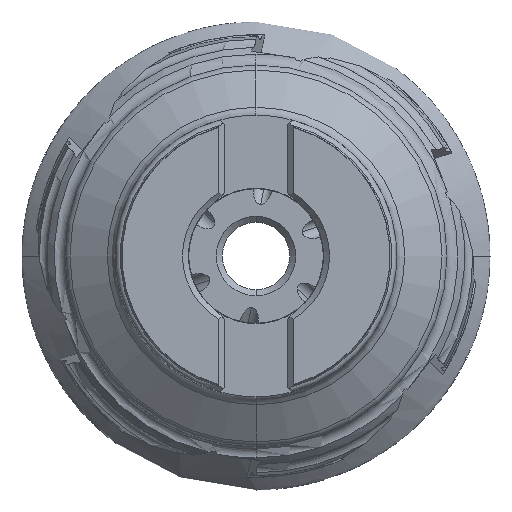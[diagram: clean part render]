
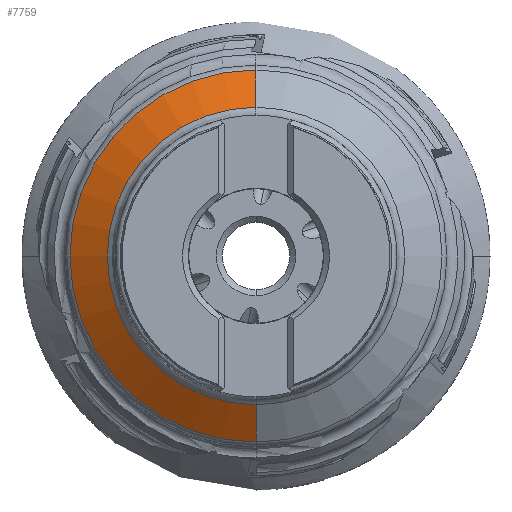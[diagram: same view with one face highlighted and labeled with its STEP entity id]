
A CAD part, left-side view. The second image highlights one B-rep face of the part: STEP entity #7759.
In plain terms, the highlighted conical face has half-angle 55.983 degrees and reference radius 30.419 mm.
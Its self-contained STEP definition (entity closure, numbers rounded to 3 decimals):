
#227 = CARTESIAN_POINT ( 'NONE',  ( -22.31, 0., -30.419 ) ) ;
#289 = ORIENTED_EDGE ( 'NONE', *, *, #3492, .T. ) ;
#493 = AXIS2_PLACEMENT_3D ( 'NONE', #6179, #603, #7103 ) ;
#603 = DIRECTION ( 'NONE',  ( 1., 0., 0. ) ) ;
#832 = EDGE_CURVE ( 'NONE', #10906, #3272, #6525, .T. ) ;
#854 = CIRCLE ( 'NONE', #493, 30.419 ) ;
#1173 = AXIS2_PLACEMENT_3D ( 'NONE', #10284, #4780, #11210 ) ;
#1306 = CONICAL_SURFACE ( 'NONE', #4455, 30.419, 0.977 ) ;
#1571 = DIRECTION ( 'NONE',  ( 1., 0., 0. ) ) ;
#1769 = EDGE_CURVE ( 'NONE', #6174, #11814, #854, .T. ) ;
#1859 = VECTOR ( 'NONE', #3953, 1000. ) ;
#1933 = EDGE_CURVE ( 'NONE', #10906, #6174, #9277, .T. ) ;
#2400 = ORIENTED_EDGE ( 'NONE', *, *, #1933, .F. ) ;
#2534 = EDGE_LOOP ( 'NONE', ( #6744, #289, #5428, #2400 ) ) ;
#2646 = LINE ( 'NONE', #6050, #7294 ) ;
#3272 = VERTEX_POINT ( 'NONE', #8562 ) ;
#3405 = CARTESIAN_POINT ( 'NONE',  ( -22.31, 0., 0. ) ) ;
#3492 = EDGE_CURVE ( 'NONE', #3272, #11814, #2646, .T. ) ;
#3953 = DIRECTION ( 'NONE',  ( 0.559, 0., -0.829 ) ) ;
#4455 = AXIS2_PLACEMENT_3D ( 'NONE', #3405, #1571, #11723 ) ;
#4613 = DIRECTION ( 'NONE',  ( 0.559, 0., 0.829 ) ) ;
#4780 = DIRECTION ( 'NONE',  ( 1., 0., 0. ) ) ;
#5168 = CARTESIAN_POINT ( 'NONE',  ( -22.31, 0., 30.419 ) ) ;
#5428 = ORIENTED_EDGE ( 'NONE', *, *, #1769, .F. ) ;
#6050 = CARTESIAN_POINT ( 'NONE',  ( -22.31, 0., 30.419 ) ) ;
#6174 = VERTEX_POINT ( 'NONE', #9862 ) ;
#6179 = CARTESIAN_POINT ( 'NONE',  ( -22.31, 0., 0. ) ) ;
#6525 = CIRCLE ( 'NONE', #1173, 24.322 ) ;
#6556 = FACE_OUTER_BOUND ( 'NONE', #2534, .T. ) ;
#6744 = ORIENTED_EDGE ( 'NONE', *, *, #832, .T. ) ;
#7103 = DIRECTION ( 'NONE',  ( 0., 0., -1. ) ) ;
#7294 = VECTOR ( 'NONE', #4613, 1000. ) ;
#7759 = ADVANCED_FACE ( 'NONE', ( #6556 ), #1306, .T. ) ;
#8562 = CARTESIAN_POINT ( 'NONE',  ( -26.425, 0., 24.322 ) ) ;
#9277 = LINE ( 'NONE', #227, #1859 ) ;
#9862 = CARTESIAN_POINT ( 'NONE',  ( -22.31, 0., -30.419 ) ) ;
#10284 = CARTESIAN_POINT ( 'NONE',  ( -26.425, 0., 0. ) ) ;
#10301 = CARTESIAN_POINT ( 'NONE',  ( -26.425, 0., -24.322 ) ) ;
#10906 = VERTEX_POINT ( 'NONE', #10301 ) ;
#11210 = DIRECTION ( 'NONE',  ( 0., 0., -1. ) ) ;
#11723 = DIRECTION ( 'NONE',  ( 0., 0., -1. ) ) ;
#11814 = VERTEX_POINT ( 'NONE', #5168 ) ;
